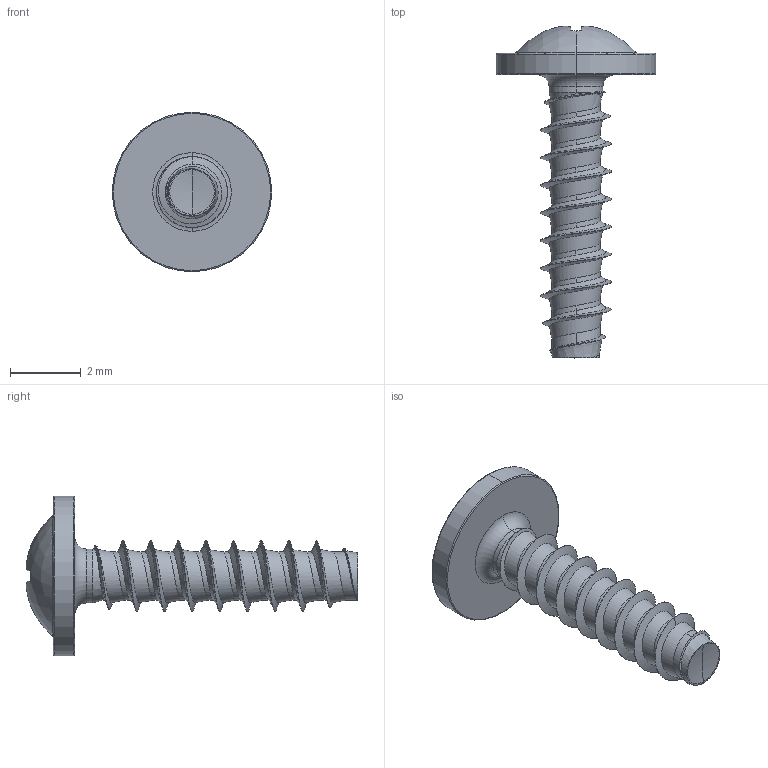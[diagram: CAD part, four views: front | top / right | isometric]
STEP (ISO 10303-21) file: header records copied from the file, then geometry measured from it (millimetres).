
FILE_DESCRIPTION (( 'STEP AP203' ), '1' );
FILE_NAME ('STP310200080.STEP', '2017-08-15T04:03:08', ( '' ), ( '' ), 'SwSTEP 2.0', 'SolidWorks 2015', '' );
FILE_SCHEMA (( 'CONFIG_CONTROL_DESIGN' ));
Length unit declared in the file: millimetre
Products named in the file (1): STP310200080
Bounding box: 4.5 x 9.37 x 4.5 mm (x, y, z)
Volume: 26.7 mm3; surface area: 100.5 mm2
Topology: 1 solids, 1 shells, 187 faces, 426 edges, 242 vertices
Faces by surface type: bspline 51, cylinder 46, torus 30, sphere 28, plane 23, cone 9
Entity records: 15967 total; most frequent: CARTESIAN_POINT 12094, ORIENTED_EDGE 848, DIRECTION 747, EDGE_CURVE 424, AXIS2_PLACEMENT_3D 334, VERTEX_POINT 242, CIRCLE 197, EDGE_LOOP 190
